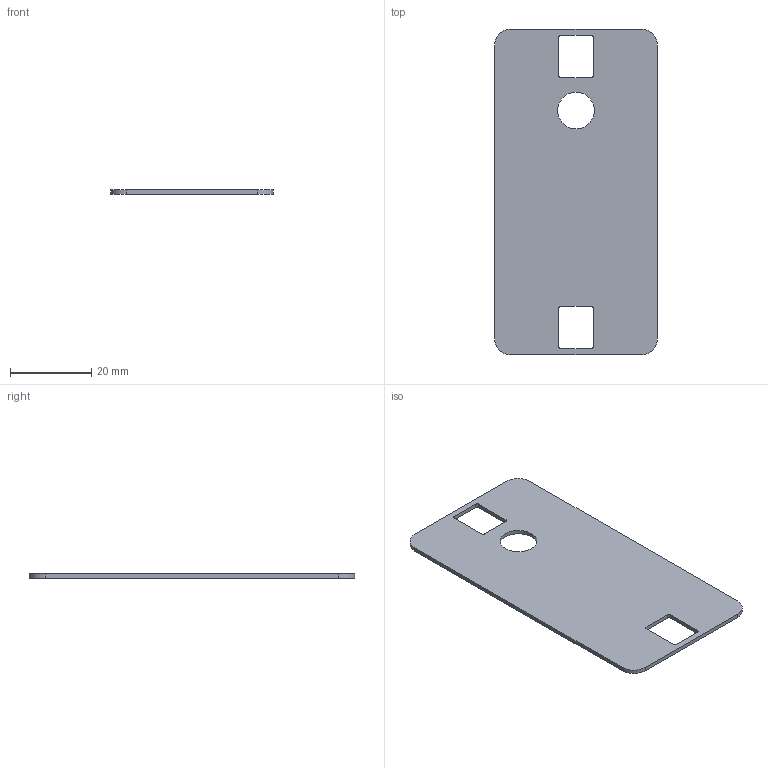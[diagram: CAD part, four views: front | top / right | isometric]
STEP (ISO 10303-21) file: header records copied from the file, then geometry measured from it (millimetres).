
FILE_DESCRIPTION(('STEP AP203'),'1');
FILE_NAME('FIXE08E3712.stp','2023-10-03T13:30:15',(' '),(' '),'Spatial InterOp 3D',' ',' ');
FILE_SCHEMA(('CONFIG_CONTROL_DESIGN'));
Length unit declared in the file: millimetre
Products named in the file (1): Joint de rayon 8 80x40 1R80
Bounding box: 40 x 80 x 1 mm (x, y, z)
Volume: 2946.7 mm3; surface area: 6228.6 mm2
Topology: 1 solids, 1 shells, 27 faces, 75 edges, 50 vertices
Faces by surface type: plane 14, cylinder 13
Full cylindrical faces by diameter (mm): 9 x1
Entity records: 992 total; most frequent: DIRECTION 156, CARTESIAN_POINT 152, ORIENTED_EDGE 148, EDGE_CURVE 74, AXIS2_PLACEMENT_3D 54, VERTEX_POINT 50, LINE 48, VECTOR 48
